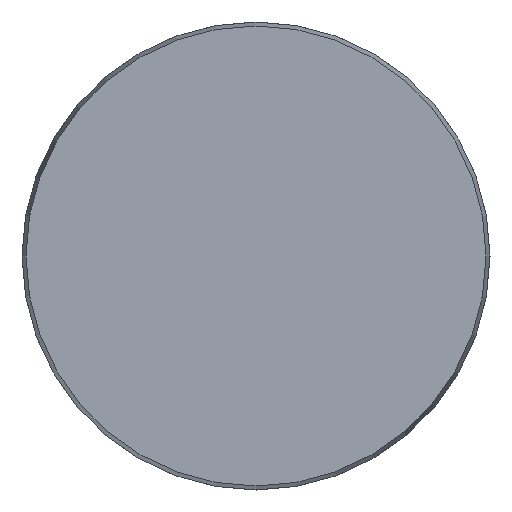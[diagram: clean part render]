
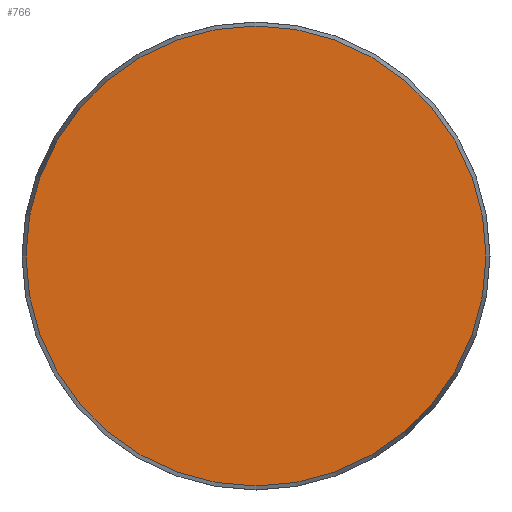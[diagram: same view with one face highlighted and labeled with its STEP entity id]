
A CAD part, front view. The second image highlights one B-rep face of the part: STEP entity #766.
In plain terms, the highlighted planar face has unit normal (0, -1, 0).
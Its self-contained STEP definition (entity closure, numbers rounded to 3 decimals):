
#90 = EDGE_CURVE ( 'NONE', #311, #311, #617, .T. ) ;
#106 = FACE_OUTER_BOUND ( 'NONE', #234, .T. ) ;
#232 = DIRECTION ( 'NONE',  ( 0., 0., 1. ) ) ;
#233 = AXIS2_PLACEMENT_3D ( 'NONE', #664, #258, #355 ) ;
#234 = EDGE_LOOP ( 'NONE', ( #458 ) ) ;
#258 = DIRECTION ( 'NONE',  ( 0., -1., 0. ) ) ;
#311 = VERTEX_POINT ( 'NONE', #564 ) ;
#355 = DIRECTION ( 'NONE',  ( 0., 0., -1. ) ) ;
#428 = DIRECTION ( 'NONE',  ( 0., 1., 0. ) ) ;
#436 = CARTESIAN_POINT ( 'NONE',  ( -49.143, 0., 0. ) ) ;
#458 = ORIENTED_EDGE ( 'NONE', *, *, #90, .T. ) ;
#564 = CARTESIAN_POINT ( 'NONE',  ( 0., 0., -49.143 ) ) ;
#617 = CIRCLE ( 'NONE', #233, 49.143 ) ;
#622 = PLANE ( 'NONE',  #625 ) ;
#625 = AXIS2_PLACEMENT_3D ( 'NONE', #436, #428, #232 ) ;
#664 = CARTESIAN_POINT ( 'NONE',  ( 0., 0., 0. ) ) ;
#766 = ADVANCED_FACE ( 'NONE', ( #106 ), #622, .F. ) ;
